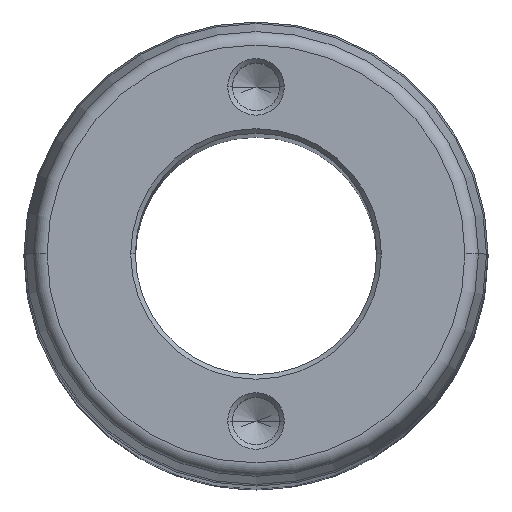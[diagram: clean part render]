
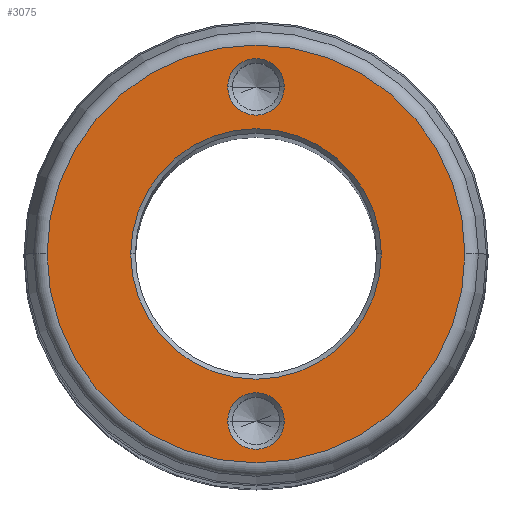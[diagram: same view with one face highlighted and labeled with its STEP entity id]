
A CAD part, top view. The second image highlights one B-rep face of the part: STEP entity #3075.
In plain terms, the highlighted planar face has unit normal (0, 0, 1).
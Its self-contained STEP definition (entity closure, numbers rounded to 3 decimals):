
#12 = EDGE_LOOP ( 'NONE', ( #298, #2577 ) ) ;
#31 = ORIENTED_EDGE ( 'NONE', *, *, #3191, .T. ) ;
#42 = FACE_BOUND ( 'NONE', #12, .T. ) ;
#75 = EDGE_LOOP ( 'NONE', ( #31, #697 ) ) ;
#85 = FACE_OUTER_BOUND ( 'NONE', #2545, .T. ) ;
#93 = VERTEX_POINT ( 'NONE', #3624 ) ;
#186 = VERTEX_POINT ( 'NONE', #1476 ) ;
#231 = DIRECTION ( 'NONE',  ( 1., 0., 0. ) ) ;
#298 = ORIENTED_EDGE ( 'NONE', *, *, #2570, .T. ) ;
#386 = EDGE_CURVE ( 'NONE', #3209, #2879, #821, .T. ) ;
#406 = DIRECTION ( 'NONE',  ( 1., 0., 0. ) ) ;
#429 = CIRCLE ( 'NONE', #2282, 6.1 ) ;
#458 = FACE_BOUND ( 'NONE', #3063, .T. ) ;
#483 = VERTEX_POINT ( 'NONE', #3019 ) ;
#488 = CARTESIAN_POINT ( 'NONE',  ( -45.019, 0., 500. ) ) ;
#539 = CARTESIAN_POINT ( 'NONE',  ( 0., 0., 500. ) ) ;
#577 = DIRECTION ( 'NONE',  ( 0., 0., -1. ) ) ;
#617 = DIRECTION ( 'NONE',  ( 0., 0., -1. ) ) ;
#697 = ORIENTED_EDGE ( 'NONE', *, *, #3529, .T. ) ;
#702 = VERTEX_POINT ( 'NONE', #488 ) ;
#705 = VERTEX_POINT ( 'NONE', #2211 ) ;
#729 = DIRECTION ( 'NONE',  ( 0., 0., -1. ) ) ;
#739 = CIRCLE ( 'NONE', #1948, 45.019 ) ;
#821 = CIRCLE ( 'NONE', #1743, 27. ) ;
#888 = DIRECTION ( 'NONE',  ( 0., 0., -1. ) ) ;
#909 = DIRECTION ( 'NONE',  ( 0., 0., 1. ) ) ;
#947 = CARTESIAN_POINT ( 'NONE',  ( 27., 0., 500. ) ) ;
#1048 = CIRCLE ( 'NONE', #1916, 6.1 ) ;
#1096 = DIRECTION ( 'NONE',  ( 1., 0., 0. ) ) ;
#1121 = EDGE_CURVE ( 'NONE', #483, #702, #739, .T. ) ;
#1180 = DIRECTION ( 'NONE',  ( 1., 0., 0. ) ) ;
#1243 = EDGE_CURVE ( 'NONE', #702, #483, #2919, .T. ) ;
#1292 = AXIS2_PLACEMENT_3D ( 'NONE', #539, #3398, #1096 ) ;
#1337 = DIRECTION ( 'NONE',  ( 1., 0., 0. ) ) ;
#1354 = CIRCLE ( 'NONE', #1457, 6.1 ) ;
#1385 = DIRECTION ( 'NONE',  ( 0., 0., -1. ) ) ;
#1387 = AXIS2_PLACEMENT_3D ( 'NONE', #2290, #577, #2052 ) ;
#1457 = AXIS2_PLACEMENT_3D ( 'NONE', #2061, #617, #2347 ) ;
#1476 = CARTESIAN_POINT ( 'NONE',  ( 6.1, 36., 500. ) ) ;
#1625 = EDGE_CURVE ( 'NONE', #705, #186, #429, .T. ) ;
#1731 = CARTESIAN_POINT ( 'NONE',  ( 0., 0., 500. ) ) ;
#1743 = AXIS2_PLACEMENT_3D ( 'NONE', #2180, #729, #1337 ) ;
#1800 = EDGE_CURVE ( 'NONE', #2879, #3209, #2218, .T. ) ;
#1829 = CARTESIAN_POINT ( 'NONE',  ( 0., 36., 500. ) ) ;
#1916 = AXIS2_PLACEMENT_3D ( 'NONE', #1829, #3257, #406 ) ;
#1948 = AXIS2_PLACEMENT_3D ( 'NONE', #3548, #3535, #2707 ) ;
#2052 = DIRECTION ( 'NONE',  ( 1., 0., 0. ) ) ;
#2061 = CARTESIAN_POINT ( 'NONE',  ( 0., -36., 500. ) ) ;
#2180 = CARTESIAN_POINT ( 'NONE',  ( 0., 0., 500. ) ) ;
#2211 = CARTESIAN_POINT ( 'NONE',  ( -6.1, 36., 500. ) ) ;
#2218 = CIRCLE ( 'NONE', #2859, 27. ) ;
#2282 = AXIS2_PLACEMENT_3D ( 'NONE', #3071, #1385, #231 ) ;
#2290 = CARTESIAN_POINT ( 'NONE',  ( 0., -36., 500. ) ) ;
#2314 = PLANE ( 'NONE',  #2408 ) ;
#2347 = DIRECTION ( 'NONE',  ( 1., 0., 0. ) ) ;
#2388 = VERTEX_POINT ( 'NONE', #3093 ) ;
#2408 = AXIS2_PLACEMENT_3D ( 'NONE', #2617, #909, #2884 ) ;
#2545 = EDGE_LOOP ( 'NONE', ( #3235, #2676 ) ) ;
#2570 = EDGE_CURVE ( 'NONE', #186, #705, #1048, .T. ) ;
#2577 = ORIENTED_EDGE ( 'NONE', *, *, #1625, .T. ) ;
#2617 = CARTESIAN_POINT ( 'NONE',  ( 0., 0., 500. ) ) ;
#2676 = ORIENTED_EDGE ( 'NONE', *, *, #1243, .T. ) ;
#2707 = DIRECTION ( 'NONE',  ( 1., 0., 0. ) ) ;
#2859 = AXIS2_PLACEMENT_3D ( 'NONE', #1731, #888, #1180 ) ;
#2866 = CARTESIAN_POINT ( 'NONE',  ( -27., 0., 500. ) ) ;
#2879 = VERTEX_POINT ( 'NONE', #947 ) ;
#2884 = DIRECTION ( 'NONE',  ( 1., 0., 0. ) ) ;
#2919 = CIRCLE ( 'NONE', #1292, 45.019 ) ;
#3019 = CARTESIAN_POINT ( 'NONE',  ( 45.019, 0., 500. ) ) ;
#3051 = CIRCLE ( 'NONE', #1387, 6.1 ) ;
#3063 = EDGE_LOOP ( 'NONE', ( #3304, #3721 ) ) ;
#3071 = CARTESIAN_POINT ( 'NONE',  ( 0., 36., 500. ) ) ;
#3075 = ADVANCED_FACE ( 'NONE', ( #3494, #42, #458, #85 ), #2314, .T. ) ;
#3093 = CARTESIAN_POINT ( 'NONE',  ( -6.1, -36., 500. ) ) ;
#3191 = EDGE_CURVE ( 'NONE', #93, #2388, #3051, .T. ) ;
#3209 = VERTEX_POINT ( 'NONE', #2866 ) ;
#3235 = ORIENTED_EDGE ( 'NONE', *, *, #1121, .T. ) ;
#3257 = DIRECTION ( 'NONE',  ( 0., 0., -1. ) ) ;
#3304 = ORIENTED_EDGE ( 'NONE', *, *, #1800, .T. ) ;
#3398 = DIRECTION ( 'NONE',  ( 0., 0., 1. ) ) ;
#3494 = FACE_BOUND ( 'NONE', #75, .T. ) ;
#3529 = EDGE_CURVE ( 'NONE', #2388, #93, #1354, .T. ) ;
#3535 = DIRECTION ( 'NONE',  ( 0., 0., 1. ) ) ;
#3548 = CARTESIAN_POINT ( 'NONE',  ( 0., 0., 500. ) ) ;
#3624 = CARTESIAN_POINT ( 'NONE',  ( 6.1, -36., 500. ) ) ;
#3721 = ORIENTED_EDGE ( 'NONE', *, *, #386, .T. ) ;
